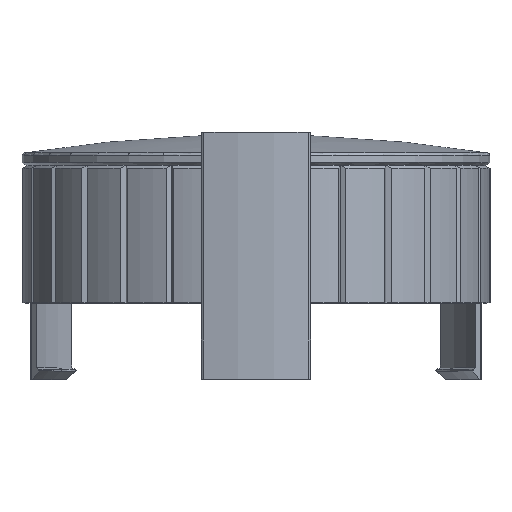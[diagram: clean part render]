
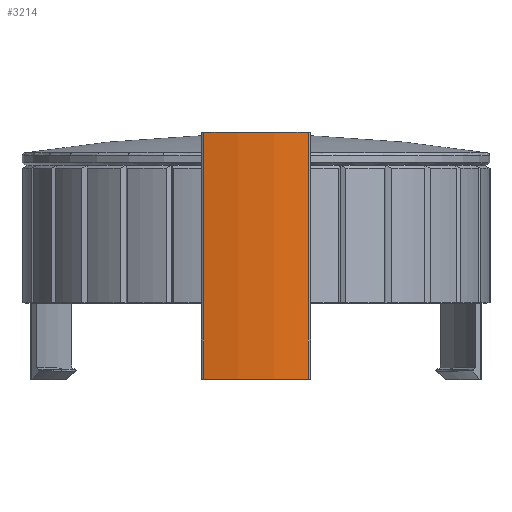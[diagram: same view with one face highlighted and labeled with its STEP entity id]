
A CAD part, top view. The second image highlights one B-rep face of the part: STEP entity #3214.
In plain terms, the highlighted cylindrical face has radius 41.5 mm (diameter 83 mm), a partial arc.
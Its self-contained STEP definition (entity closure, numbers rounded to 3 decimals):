
#92=CYLINDRICAL_SURFACE('',#3574,41.5);
#412=LINE('',#5803,#621);
#413=LINE('',#5807,#622);
#621=VECTOR('',#4407,1000.);
#622=VECTOR('',#4412,1000.);
#1425=ORIENTED_EDGE('',*,*,#2088,.F.);
#1426=ORIENTED_EDGE('',*,*,#2087,.F.);
#1427=ORIENTED_EDGE('',*,*,#1978,.T.);
#1428=ORIENTED_EDGE('',*,*,#2089,.T.);
#1978=EDGE_CURVE('',#2399,#2398,#2585,.T.);
#2087=EDGE_CURVE('',#2399,#2445,#412,.T.);
#2088=EDGE_CURVE('',#2445,#2446,#2617,.T.);
#2089=EDGE_CURVE('',#2398,#2446,#413,.T.);
#2398=VERTEX_POINT('',#5583);
#2399=VERTEX_POINT('',#5585);
#2445=VERTEX_POINT('',#5802);
#2446=VERTEX_POINT('',#5806);
#2585=CIRCLE('',#3485,41.5);
#2617=CIRCLE('',#3575,41.5);
#2764=EDGE_LOOP('',(#1425,#1426,#1427,#1428));
#2953=FACE_BOUND('',#2764,.T.);
#3214=ADVANCED_FACE('',(#2953),#92,.T.);
#3485=AXIS2_PLACEMENT_3D('',#5584,#4154,#4155);
#3574=AXIS2_PLACEMENT_3D('',#5804,#4408,#4409);
#3575=AXIS2_PLACEMENT_3D('',#5805,#4410,#4411);
#4154=DIRECTION('',(0.,1.,0.));
#4155=DIRECTION('',(1.,0.,0.));
#4407=DIRECTION('',(0.,1.,0.));
#4408=DIRECTION('',(0.,1.,0.));
#4409=DIRECTION('',(0.,0.,1.));
#4410=DIRECTION('',(0.,1.,0.));
#4411=DIRECTION('',(1.,0.,0.));
#4412=DIRECTION('',(0.,1.,0.));
#5583=CARTESIAN_POINT('',(8.857,-13.,40.544));
#5584=CARTESIAN_POINT('',(0.,-13.,0.));
#5585=CARTESIAN_POINT('',(-8.857,-13.,40.544));
#5802=CARTESIAN_POINT('',(-8.857,28.9,40.544));
#5803=CARTESIAN_POINT('',(-8.857,-13.,40.544));
#5804=CARTESIAN_POINT('',(0.,-13.,0.));
#5805=CARTESIAN_POINT('',(0.,28.9,0.));
#5806=CARTESIAN_POINT('',(8.857,28.9,40.544));
#5807=CARTESIAN_POINT('',(8.857,-13.,40.544));
